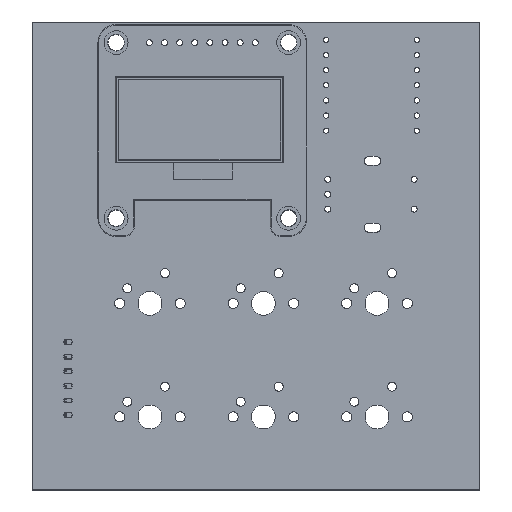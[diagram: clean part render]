
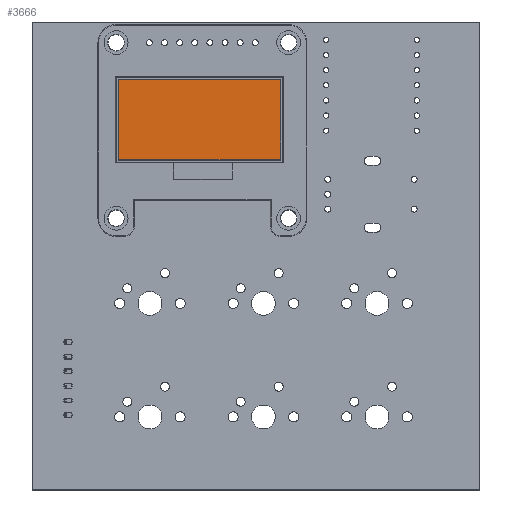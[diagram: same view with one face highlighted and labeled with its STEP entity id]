
A CAD part, top view. The second image highlights one B-rep face of the part: STEP entity #3666.
In plain terms, the highlighted planar face has unit normal (0, 0, 1).
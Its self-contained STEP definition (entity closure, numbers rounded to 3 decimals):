
#3575 = VERTEX_POINT('',#3576);
#3576 = CARTESIAN_POINT('',(21.98,-19.68,2.9));
#3582 = EDGE_CURVE('',#3575,#3583,#3585,.T.);
#3583 = VERTEX_POINT('',#3584);
#3584 = CARTESIAN_POINT('',(21.98,-6.2,2.9));
#3585 = LINE('',#3586,#3587);
#3586 = CARTESIAN_POINT('',(21.98,-19.68,2.9));
#3587 = VECTOR('',#3588,1.);
#3588 = DIRECTION('',(0.,1.,0.));
#3606 = EDGE_CURVE('',#3607,#3575,#3609,.T.);
#3607 = VERTEX_POINT('',#3608);
#3608 = CARTESIAN_POINT('',(-5.2,-19.68,2.9));
#3609 = LINE('',#3610,#3611);
#3610 = CARTESIAN_POINT('',(-5.2,-19.68,2.9));
#3611 = VECTOR('',#3612,1.);
#3612 = DIRECTION('',(1.,0.,0.));
#3630 = EDGE_CURVE('',#3631,#3583,#3633,.T.);
#3631 = VERTEX_POINT('',#3632);
#3632 = CARTESIAN_POINT('',(-5.2,-6.2,2.9));
#3633 = LINE('',#3634,#3635);
#3634 = CARTESIAN_POINT('',(-5.2,-6.2,2.9));
#3635 = VECTOR('',#3636,1.);
#3636 = DIRECTION('',(1.,0.,0.));
#3654 = EDGE_CURVE('',#3607,#3631,#3655,.T.);
#3655 = LINE('',#3656,#3657);
#3656 = CARTESIAN_POINT('',(-5.2,-19.68,2.9));
#3657 = VECTOR('',#3658,1.);
#3658 = DIRECTION('',(0.,1.,0.));
#3666 = ADVANCED_FACE('',(#3667),#3673,.T.);
#3667 = FACE_BOUND('',#3668,.T.);
#3668 = EDGE_LOOP('',(#3669,#3670,#3671,#3672));
#3669 = ORIENTED_EDGE('',*,*,#3654,.F.);
#3670 = ORIENTED_EDGE('',*,*,#3606,.T.);
#3671 = ORIENTED_EDGE('',*,*,#3582,.T.);
#3672 = ORIENTED_EDGE('',*,*,#3630,.F.);
#3673 = PLANE('',#3674);
#3674 = AXIS2_PLACEMENT_3D('',#3675,#3676,#3677);
#3675 = CARTESIAN_POINT('',(-5.2,-19.68,2.9));
#3676 = DIRECTION('',(0.,0.,1.));
#3677 = DIRECTION('',(1.,0.,-0.));
